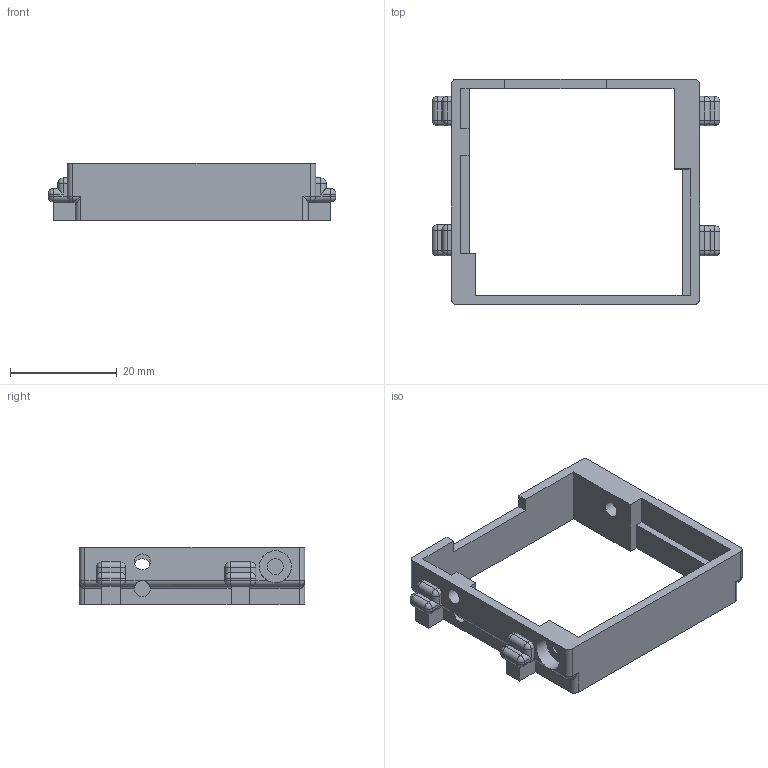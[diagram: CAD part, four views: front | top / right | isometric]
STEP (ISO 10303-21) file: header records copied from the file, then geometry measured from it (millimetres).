
FILE_DESCRIPTION(/* description */ (''),/* implementation_level */ '2;1');
FILE_NAME(/* name */ 'HDB Support.stp',/* time_stamp */ '2016-10-21T12:13:57+02:00',/* author */ ('PC-fabtotum'),/* organization */ (''),/* preprocessor_version */ 'ST-DEVELOPER v16.5',/* originating_system */ 'Autodesk Inventor 2017',/* authorisation */ '');
FILE_SCHEMA (('AUTOMOTIVE_DESIGN { 1 0 10303 214 3 1 1 }'));
Length unit declared in the file: millimetre
Products named in the file (1): HDB Support
Bounding box: 53.89 x 42.2 x 10.75 mm (x, y, z)
Volume: 4031.6 mm3; surface area: 5024.2 mm2
Topology: 1 solids, 2 shells, 217 faces, 513 edges, 300 vertices
Faces by surface type: plane 104, cylinder 83, sphere 28, bspline 2
Full cylindrical faces by diameter (mm): 3 x4, 6 x2
Entity records: 6157 total; most frequent: CARTESIAN_POINT 1128, DIRECTION 1072, ORIENTED_EDGE 1004, EDGE_CURVE 502, AXIS2_PLACEMENT_3D 360, LINE 352, VECTOR 352, VERTEX_POINT 297
